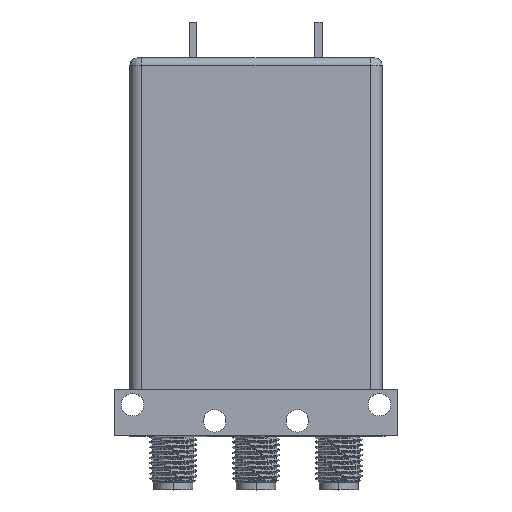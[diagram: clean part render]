
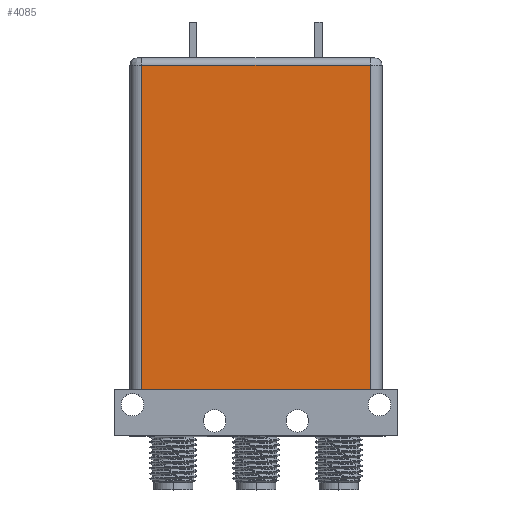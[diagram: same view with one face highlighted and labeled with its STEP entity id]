
A CAD part, top view. The second image highlights one B-rep face of the part: STEP entity #4085.
In plain terms, the highlighted planar face has unit normal (0, 0, 1).
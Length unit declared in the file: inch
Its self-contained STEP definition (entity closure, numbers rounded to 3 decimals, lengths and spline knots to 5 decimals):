
#389 = EDGE_CURVE ( 'NONE', #12165, #11255, #8654, .T. ) ;
#1212 = DIRECTION ( 'NONE',  ( 0., 1., 0. ) ) ;
#1300 = EDGE_CURVE ( 'NONE', #11255, #6660, #7783, .T. ) ;
#1353 = CARTESIAN_POINT ( 'NONE',  ( -0.608, 1.968, 0.25 ) ) ;
#1668 = DIRECTION ( 'NONE',  ( -1., 0., 0. ) ) ;
#1989 = CARTESIAN_POINT ( 'NONE',  ( 0.67, 1.968, 0.25 ) ) ;
#2838 = EDGE_CURVE ( 'NONE', #6660, #2912, #5567, .T. ) ;
#2912 = VERTEX_POINT ( 'NONE', #1353 ) ;
#3213 = CARTESIAN_POINT ( 'NONE',  ( 0., 0.245, 0.25 ) ) ;
#4085 = ADVANCED_FACE ( 'NONE', ( #6090 ), #11457, .F. ) ;
#4297 = ORIENTED_EDGE ( 'NONE', *, *, #389, .F. ) ;
#4503 = CARTESIAN_POINT ( 'NONE',  ( 0.608, 1.968, 0.25 ) ) ;
#4808 = VECTOR ( 'NONE', #8869, 39.37008 ) ;
#4921 = CARTESIAN_POINT ( 'NONE',  ( 0.608, 0.245, 0.25 ) ) ;
#5567 = LINE ( 'NONE', #7777, #12853 ) ;
#6090 = FACE_OUTER_BOUND ( 'NONE', #10315, .T. ) ;
#6355 = VECTOR ( 'NONE', #7482, 39.37008 ) ;
#6660 = VERTEX_POINT ( 'NONE', #11602 ) ;
#7200 = ORIENTED_EDGE ( 'NONE', *, *, #13725, .F. ) ;
#7482 = DIRECTION ( 'NONE',  ( 1., 0., 0. ) ) ;
#7571 = CARTESIAN_POINT ( 'NONE',  ( 0.608, 2.008, 0.25 ) ) ;
#7777 = CARTESIAN_POINT ( 'NONE',  ( -0.608, 2.008, 0.25 ) ) ;
#7783 = LINE ( 'NONE', #3213, #7800 ) ;
#7800 = VECTOR ( 'NONE', #10714, 39.37008 ) ;
#8654 = LINE ( 'NONE', #7571, #4808 ) ;
#8869 = DIRECTION ( 'NONE',  ( 0., -1., 0. ) ) ;
#8979 = AXIS2_PLACEMENT_3D ( 'NONE', #10319, #10458, #1668 ) ;
#10315 = EDGE_LOOP ( 'NONE', ( #10336, #4297, #7200, #10592 ) ) ;
#10319 = CARTESIAN_POINT ( 'NONE',  ( 0.67, 2.008, 0.25 ) ) ;
#10336 = ORIENTED_EDGE ( 'NONE', *, *, #1300, .F. ) ;
#10458 = DIRECTION ( 'NONE',  ( 0., 0., -1. ) ) ;
#10592 = ORIENTED_EDGE ( 'NONE', *, *, #2838, .F. ) ;
#10714 = DIRECTION ( 'NONE',  ( -1., 0., 0. ) ) ;
#11255 = VERTEX_POINT ( 'NONE', #4921 ) ;
#11457 = PLANE ( 'NONE',  #8979 ) ;
#11602 = CARTESIAN_POINT ( 'NONE',  ( -0.608, 0.245, 0.25 ) ) ;
#11783 = LINE ( 'NONE', #1989, #6355 ) ;
#12165 = VERTEX_POINT ( 'NONE', #4503 ) ;
#12853 = VECTOR ( 'NONE', #1212, 39.37008 ) ;
#13725 = EDGE_CURVE ( 'NONE', #2912, #12165, #11783, .T. ) ;
